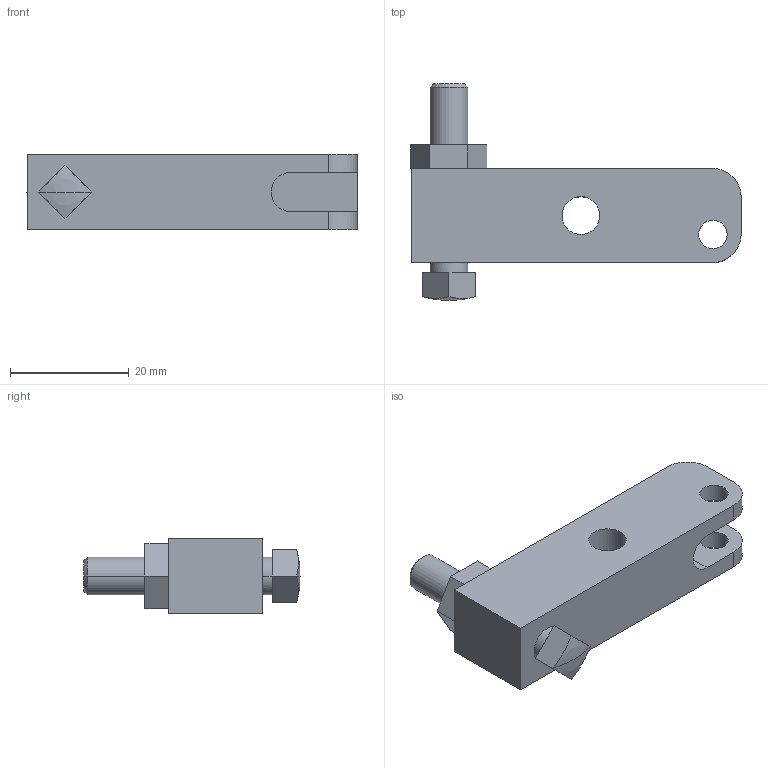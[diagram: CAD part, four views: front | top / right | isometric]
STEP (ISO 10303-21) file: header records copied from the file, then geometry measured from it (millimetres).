
FILE_DESCRIPTION((''),'2;1');
FILE_NAME('91600401','2004-10-13T',('KR'),(''),'PRO/ENGINEER BY PARAMETRIC TECHNOLOGY CORPORATION, 2004290','PRO/ENGINEER BY PARAMETRIC TECHNOLOGY CORPORATION, 2004290','');
FILE_SCHEMA(('CONFIG_CONTROL_DESIGN'));
Length unit declared in the file: inch
Products named in the file (1): 91600401
Bounding box: 55.61 x 36.51 x 12.7 mm (x, y, z)
Volume: 10545.1 mm3; surface area: 4841 mm2
Topology: 1 solids, 2 shells, 48 faces, 126 edges, 78 vertices
Faces by surface type: plane 26, cylinder 16, cone 4, sphere 2
Entity records: 1510 total; most frequent: DIRECTION 266, CARTESIAN_POINT 249, ORIENTED_EDGE 240, EDGE_CURVE 122, AXIS2_PLACEMENT_3D 95, VERTEX_POINT 78, VECTOR 76, LINE 76
